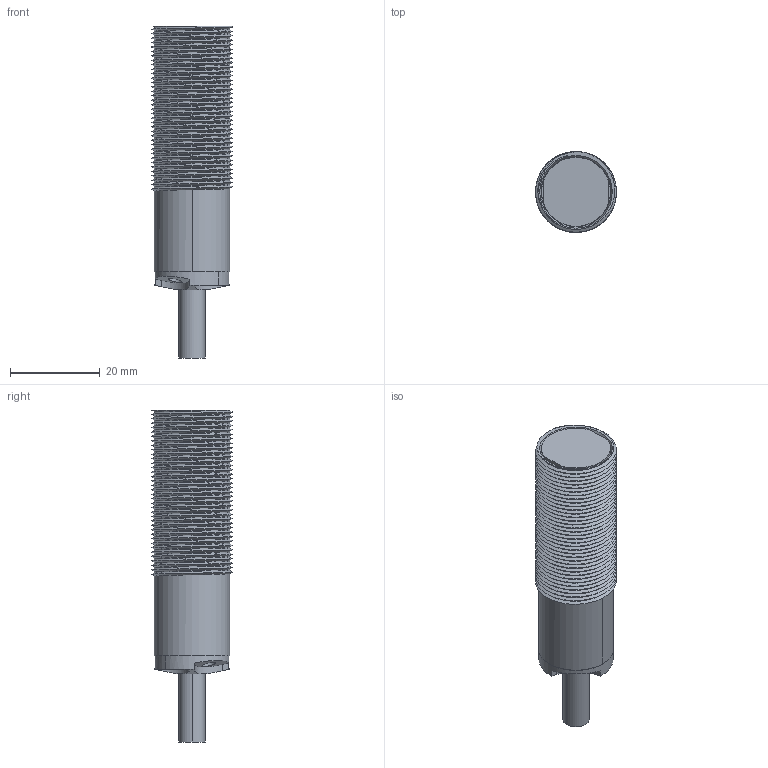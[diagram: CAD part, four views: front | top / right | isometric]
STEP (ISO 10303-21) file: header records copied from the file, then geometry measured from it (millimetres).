
FILE_DESCRIPTION((''),'2;1');
FILE_NAME('155342_SW','2011-02-03T',('banengservice'),('BANNER ENGINEERING'),'PRO/ENGINEER BY PARAMETRIC TECHNOLOGY CORPORATION, 2009141','PRO/ENGINEER BY PARAMETRIC TECHNOLOGY CORPORATION, 2009141','');
FILE_SCHEMA(('CONFIG_CONTROL_DESIGN'));
Length unit declared in the file: inch
Products named in the file (1): 155342_SW
Bounding box: 18.01 x 18.01 x 73.99 mm (x, y, z)
Volume: 5129.4 mm3; surface area: 10819 mm2
Topology: 1 solids, 3 shells, 266 faces, 699 edges, 444 vertices
Faces by surface type: cylinder 143, plane 53, cone 38, bspline 20, extrusion 6, torus 4, revolution 2
Entity records: 19199 total; most frequent: CARTESIAN_POINT 12934, ORIENTED_EDGE 1394, DIRECTION 1154, EDGE_CURVE 697, VERTEX_POINT 444, AXIS2_PLACEMENT_3D 441, EDGE_LOOP 287, VECTOR 270
